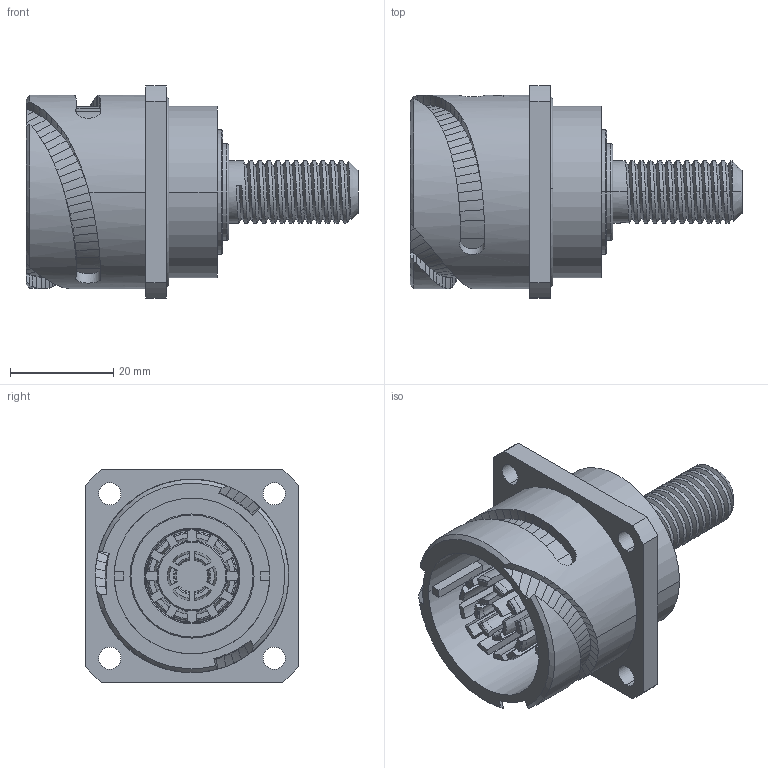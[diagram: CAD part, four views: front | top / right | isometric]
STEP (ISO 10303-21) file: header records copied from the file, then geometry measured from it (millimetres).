
FILE_DESCRIPTION((''),'2;1');
FILE_NAME('GCE3102E22M95S-B-T16_SW0001','2023-05-31T16:08:44',('paultorloting'),('NET AG system integration'),'CREO PARAMETRIC BY PTC INC, 2021404','CREO PARAMETRIC BY PTC INC, 2021404','');
FILE_SCHEMA(('AUTOMOTIVE_DESIGN { 1 0 10303 214 1 1 1 1 }'));
Length unit declared in the file: millimetre
Products named in the file (1): GCE3102E22M95S-B-T16_SW0001
Bounding box: 64.2 x 41 x 41 mm (x, y, z)
Volume: 29735.9 mm3; surface area: 16040.3 mm2
Topology: 1 solids, 1 shells, 528 faces, 1312 edges, 819 vertices
Faces by surface type: bspline 214, plane 97, cone 97, cylinder 70, torus 50
Entity records: 23584 total; most frequent: CARTESIAN_POINT 10091, ORIENTED_EDGE 2620, DIRECTION 1658, EDGE_CURVE 1310, VERTEX_POINT 819, AXIS2_PLACEMENT_3D 618, B_SPLINE_CURVE_WITH_KNOTS 598, EDGE_LOOP 573
